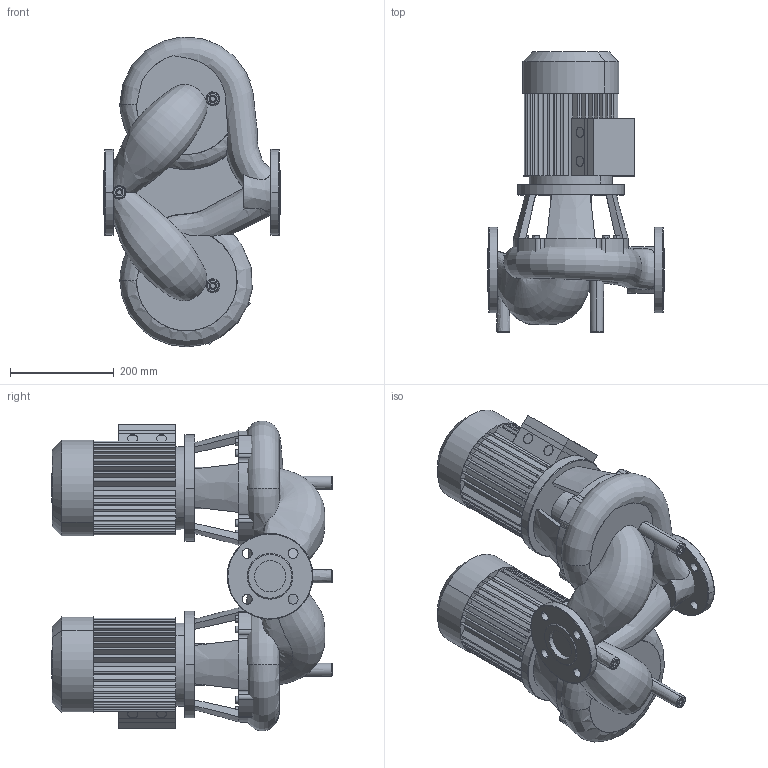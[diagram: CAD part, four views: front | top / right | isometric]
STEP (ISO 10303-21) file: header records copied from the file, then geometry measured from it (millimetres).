
FILE_DESCRIPTION((''),'2;1');
FILE_NAME('3d_DL50_150-0_55_4-2089253.stp','2016-05-24T12:28:06',(''),(''),'Mechanical Desktop 2009','Mechanical Desktop 2009',', , ');
FILE_SCHEMA(('CONFIG_CONTROL_DESIGN'));
Length unit declared in the file: millimetre
Products named in the file (1): Product
Bounding box: 340 x 541 x 597.04 mm (x, y, z)
Volume: 30712303.3 mm3; surface area: 1822097 mm2
Topology: 17 solids, 17 shells, 764 faces, 2076 edges, 1377 vertices
Faces by surface type: bspline 322, plane 252, cylinder 172, cone 14, torus 4
Entity records: 42878 total; most frequent: CARTESIAN_POINT 24168, ORIENTED_EDGE 4144, DIRECTION 3468, EDGE_CURVE 2072, VERTEX_POINT 1375, VECTOR 1168, LINE 1168, AXIS2_PLACEMENT_3D 1150
